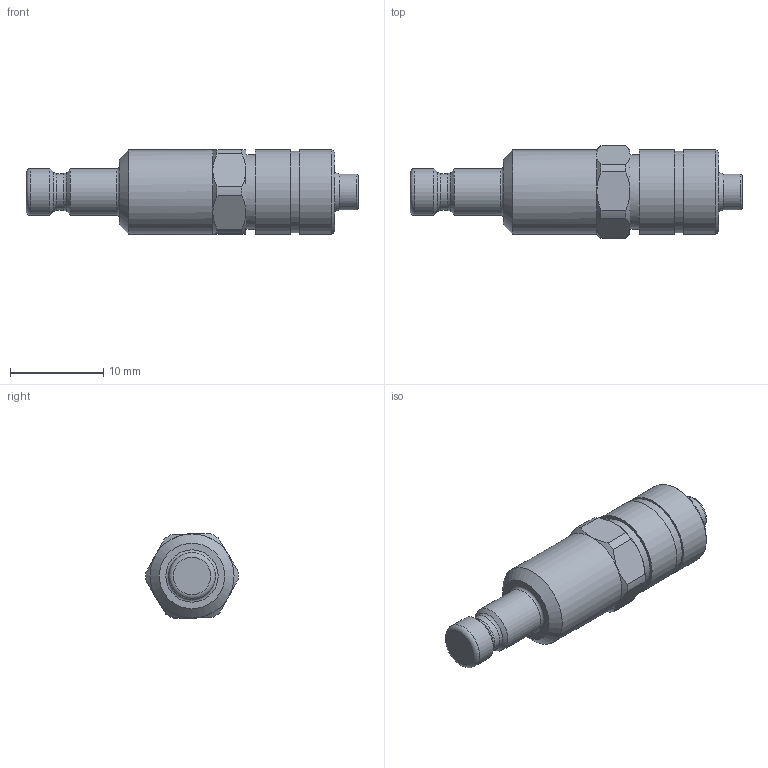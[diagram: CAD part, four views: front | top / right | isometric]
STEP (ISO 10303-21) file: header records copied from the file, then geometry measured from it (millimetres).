
FILE_DESCRIPTION((''),'2;1');
FILE_NAME('20sbko06evx.stp','2015-01-20T14:43:40',('IA176480'),(''),'Autodesk Inventor 2013','Autodesk Inventor 2013','');
FILE_SCHEMA(('AUTOMOTIVE_DESIGN { 1 0 10303 214 1 1 1 1 }'));
Length unit declared in the file: millimetre
Products named in the file (1): D113237
Bounding box: 35.55 x 9.9 x 9.09 mm (x, y, z)
Volume: 1642.9 mm3; surface area: 1228.7 mm2
Topology: 1 solids, 4 shells, 68 faces, 144 edges, 87 vertices
Faces by surface type: cone 24, cylinder 21, plane 17, torus 6
Full cylindrical faces by diameter (mm): 3.85 x1, 3.95 x1, 5 x2, 7.036 x2, 7.3 x1, 7.46 x1, 8 x2, 8.1 x1, 8.7 x1, 9 x1, 9.1 x2
Entity records: 1667 total; most frequent: CARTESIAN_POINT 297, DIRECTION 282, ORIENTED_EDGE 204, AXIS2_PLACEMENT_3D 135, EDGE_LOOP 110, EDGE_CURVE 102, VERTEX_POINT 78, FACE_OUTER_BOUND 68
